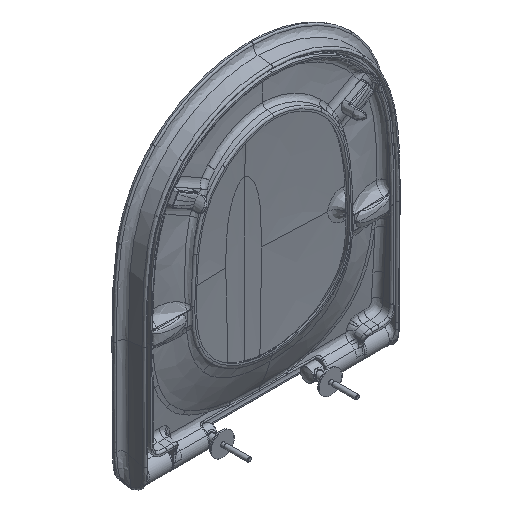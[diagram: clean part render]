
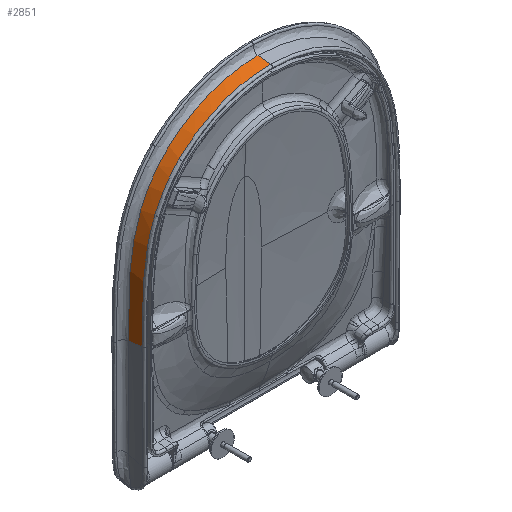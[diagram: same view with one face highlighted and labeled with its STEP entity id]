
A CAD part, isometric view. The second image highlights one B-rep face of the part: STEP entity #2851.
In plain terms, the highlighted free-form (B-spline) face has degree [2, 5] with [3, 11] control points.
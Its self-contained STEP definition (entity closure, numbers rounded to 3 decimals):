
#342=B_SPLINE_SURFACE_WITH_KNOTS('',2,5,((#16856,#16857,#16858,#16859,#16860,
#16861,#16862,#16863,#16864,#16865,#16866),(#16867,#16868,#16869,#16870,
#16871,#16872,#16873,#16874,#16875,#16876,#16877),(#16878,#16879,#16880,
#16881,#16882,#16883,#16884,#16885,#16886,#16887,#16888)),.UNSPECIFIED.,
 .F.,.F.,.F.,(3,3),(6,5,6),(0.,1.),(0.,0.994,1.),
 .UNSPECIFIED.);
#999=B_SPLINE_CURVE_WITH_KNOTS('',3,(#15516,#15517,#15518,#15519,#15520,
#15521,#15522,#15523),.UNSPECIFIED.,.F.,.F.,(4,2,2,4),(0.,0.25,0.5,1.),
 .UNSPECIFIED.);
#1000=B_SPLINE_CURVE_WITH_KNOTS('',3,(#15604,#15605,#15606,#15607),
 .UNSPECIFIED.,.F.,.F.,(4,4),(0.,1.),.UNSPECIFIED.);
#1001=B_SPLINE_CURVE_WITH_KNOTS('',3,(#15610,#15611,#15612,#15613),
 .UNSPECIFIED.,.F.,.F.,(4,4),(0.,1.),.UNSPECIFIED.);
#1004=B_SPLINE_CURVE_WITH_KNOTS('',3,(#15705,#15706,#15707,#15708,#15709,
#15710,#15711,#15712),.UNSPECIFIED.,.F.,.F.,(4,2,2,4),(0.,0.5,0.75,1.),
 .UNSPECIFIED.);
#1041=B_SPLINE_CURVE_WITH_KNOTS('',3,(#16818,#16819,#16820,#16821),
 .UNSPECIFIED.,.F.,.F.,(4,4),(0.,1.),.UNSPECIFIED.);
#1042=B_SPLINE_CURVE_WITH_KNOTS('',5,(#16846,#16847,#16848,#16849,#16850,
#16851),.UNSPECIFIED.,.F.,.F.,(6,6),(0.,1.),.UNSPECIFIED.);
#1043=B_SPLINE_CURVE_WITH_KNOTS('',2,(#16853,#16854,#16855),
 .UNSPECIFIED.,.F.,.F.,(3,3),(0.,1.),.UNSPECIFIED.);
#2851=ADVANCED_FACE('NONE',(#3646),#342,.T.);
#3646=FACE_OUTER_BOUND('',#4385,.T.);
#4385=EDGE_LOOP('',(#5379,#5380,#5381,#5382,#5383,#5384,#5385));
#5379=ORIENTED_EDGE('',*,*,#10025,.F.);
#5380=ORIENTED_EDGE('',*,*,#10024,.T.);
#5381=ORIENTED_EDGE('',*,*,#9982,.T.);
#5382=ORIENTED_EDGE('',*,*,#9984,.T.);
#5383=ORIENTED_EDGE('',*,*,#9983,.T.);
#5384=ORIENTED_EDGE('',*,*,#9987,.T.);
#5385=ORIENTED_EDGE('',*,*,#10026,.T.);
#8824=VERTEX_POINT('',#15477);
#8825=VERTEX_POINT('',#15515);
#8826=VERTEX_POINT('',#15608);
#8827=VERTEX_POINT('',#15609);
#8828=VERTEX_POINT('',#15704);
#8849=VERTEX_POINT('',#16817);
#8850=VERTEX_POINT('',#16852);
#9982=EDGE_CURVE('NONE',#8824,#8825,#999,.T.);
#9983=EDGE_CURVE('NONE',#8826,#8827,#1000,.T.);
#9984=EDGE_CURVE('NONE',#8825,#8826,#1001,.T.);
#9987=EDGE_CURVE('NONE',#8827,#8828,#1004,.T.);
#10024=EDGE_CURVE('NONE',#8849,#8824,#1041,.T.);
#10025=EDGE_CURVE('NONE',#8849,#8850,#1042,.T.);
#10026=EDGE_CURVE('',#8828,#8850,#1043,.T.);
#15477=CARTESIAN_POINT('',(-184.146,9.386,169.784));
#15515=CARTESIAN_POINT('',(-165.586,9.398,324.637));
#15516=CARTESIAN_POINT('',(-184.146,9.386,169.784));
#15517=CARTESIAN_POINT('',(-184.162,9.387,186.927));
#15518=CARTESIAN_POINT('',(-184.121,9.388,202.763));
#15519=CARTESIAN_POINT('',(-183.296,9.39,232.241));
#15520=CARTESIAN_POINT('',(-182.514,9.391,245.884));
#15521=CARTESIAN_POINT('',(-178.467,9.394,284.017));
#15522=CARTESIAN_POINT('',(-173.425,9.396,305.748));
#15523=CARTESIAN_POINT('',(-165.586,9.398,324.637));
#15604=CARTESIAN_POINT('',(-154.209,9.399,347.099));
#15605=CARTESIAN_POINT('',(-147.462,9.399,358.18));
#15606=CARTESIAN_POINT('',(-139.557,9.399,368.064));
#15607=CARTESIAN_POINT('',(-130.716,9.4,376.833));
#15608=CARTESIAN_POINT('',(-154.209,9.399,347.099));
#15609=CARTESIAN_POINT('',(-130.716,9.4,376.833));
#15610=CARTESIAN_POINT('',(-165.586,9.398,324.637));
#15611=CARTESIAN_POINT('',(-162.27,9.398,332.628));
#15612=CARTESIAN_POINT('',(-158.469,9.399,340.103));
#15613=CARTESIAN_POINT('',(-154.209,9.399,347.099));
#15704=CARTESIAN_POINT('',(0.,9.386,429.074));
#15705=CARTESIAN_POINT('',(-130.716,9.4,376.833));
#15706=CARTESIAN_POINT('',(-113.224,9.397,394.182));
#15707=CARTESIAN_POINT('',(-92.079,9.395,407.193));
#15708=CARTESIAN_POINT('',(-58.396,9.392,420.296));
#15709=CARTESIAN_POINT('',(-46.845,9.391,423.585));
#15710=CARTESIAN_POINT('',(-23.534,9.388,427.975));
#15711=CARTESIAN_POINT('',(-11.779,9.387,429.074));
#15712=CARTESIAN_POINT('',(0.,9.386,429.074));
#16817=CARTESIAN_POINT('',(-186.487,26.913,169.784));
#16818=CARTESIAN_POINT('',(-186.487,26.913,169.784));
#16819=CARTESIAN_POINT('',(-185.24,21.09,169.785));
#16820=CARTESIAN_POINT('',(-184.46,15.248,169.786));
#16821=CARTESIAN_POINT('',(-184.146,9.386,169.784));
#16846=CARTESIAN_POINT('',(-186.487,26.913,169.784));
#16847=CARTESIAN_POINT('',(-186.553,26.916,288.419));
#16848=CARTESIAN_POINT('',(-184.608,26.904,355.322));
#16849=CARTESIAN_POINT('',(-122.999,26.918,406.242));
#16850=CARTESIAN_POINT('',(-61.964,26.913,431.415));
#16851=CARTESIAN_POINT('',(0.,26.913,431.415));
#16852=CARTESIAN_POINT('',(0.,26.913,431.415));
#16853=CARTESIAN_POINT('',(0.,9.386,429.074));
#16854=CARTESIAN_POINT('',(0.,18.178,429.544));
#16855=CARTESIAN_POINT('',(0.,26.913,431.415));
#16856=CARTESIAN_POINT('',(0.,9.281,429.068));
#16857=CARTESIAN_POINT('',(-61.249,9.281,429.068));
#16858=CARTESIAN_POINT('',(-121.601,9.281,404.357));
#16859=CARTESIAN_POINT('',(-182.498,9.28,354.168));
#16860=CARTESIAN_POINT('',(-184.252,9.281,287.955));
#16861=CARTESIAN_POINT('',(-184.141,9.281,169.786));
#16862=CARTESIAN_POINT('',(-184.14,9.281,169.077));
#16863=CARTESIAN_POINT('',(-184.139,9.281,168.367));
#16864=CARTESIAN_POINT('',(-184.139,9.281,167.658));
#16865=CARTESIAN_POINT('',(-184.138,9.281,166.948));
#16866=CARTESIAN_POINT('',(-184.137,9.281,166.239));
#16867=CARTESIAN_POINT('',(0.,18.126,429.533));
#16868=CARTESIAN_POINT('',(-61.391,18.126,429.533));
#16869=CARTESIAN_POINT('',(-121.878,18.127,404.73));
#16870=CARTESIAN_POINT('',(-182.913,18.124,354.395));
#16871=CARTESIAN_POINT('',(-184.708,18.126,288.047));
#16872=CARTESIAN_POINT('',(-184.605,18.126,169.786));
#16873=CARTESIAN_POINT('',(-184.605,18.126,169.076));
#16874=CARTESIAN_POINT('',(-184.604,18.126,168.366));
#16875=CARTESIAN_POINT('',(-184.604,18.126,167.656));
#16876=CARTESIAN_POINT('',(-184.603,18.126,166.946));
#16877=CARTESIAN_POINT('',(-184.602,18.126,166.235));
#16878=CARTESIAN_POINT('',(0.,26.913,431.415));
#16879=CARTESIAN_POINT('',(-61.964,26.913,431.415));
#16880=CARTESIAN_POINT('',(-122.999,26.918,406.242));
#16881=CARTESIAN_POINT('',(-184.608,26.904,355.322));
#16882=CARTESIAN_POINT('',(-186.553,26.916,288.419));
#16883=CARTESIAN_POINT('',(-186.487,26.913,169.784));
#16884=CARTESIAN_POINT('',(-186.487,26.913,169.072));
#16885=CARTESIAN_POINT('',(-186.487,26.913,168.36));
#16886=CARTESIAN_POINT('',(-186.486,26.912,167.647));
#16887=CARTESIAN_POINT('',(-186.486,26.912,166.935));
#16888=CARTESIAN_POINT('',(-186.485,26.912,166.223));
